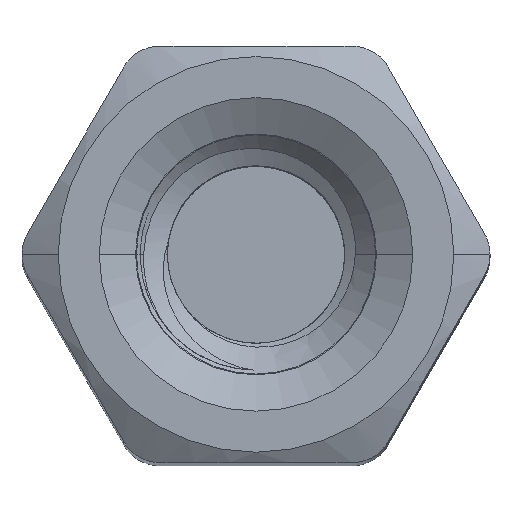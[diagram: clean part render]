
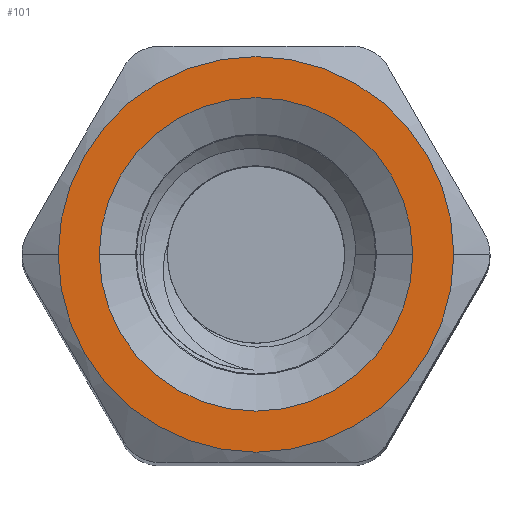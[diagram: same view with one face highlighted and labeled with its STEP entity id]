
A CAD part, top view. The second image highlights one B-rep face of the part: STEP entity #101.
In plain terms, the highlighted planar face has unit normal (0, 0, 1).
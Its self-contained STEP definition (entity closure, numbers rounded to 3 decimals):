
#101 = ADVANCED_FACE ( 'NONE', ( #6159, #4185 ), #492, .F. ) ;
#448 = VERTEX_POINT ( 'NONE', #1453 ) ;
#492 = PLANE ( 'NONE',  #2578 ) ;
#565 = ORIENTED_EDGE ( 'NONE', *, *, #6320, .F. ) ;
#1002 = CARTESIAN_POINT ( 'NONE',  ( 0., 0., 10. ) ) ;
#1048 = CARTESIAN_POINT ( 'NONE',  ( 0., 0., 10. ) ) ;
#1149 = DIRECTION ( 'NONE',  ( 0., 0., 1. ) ) ;
#1221 = ORIENTED_EDGE ( 'NONE', *, *, #3193, .T. ) ;
#1453 = CARTESIAN_POINT ( 'NONE',  ( -1.694, 0., 10. ) ) ;
#1509 = EDGE_CURVE ( 'NONE', #2909, #3549, #1909, .T. ) ;
#1790 = CIRCLE ( 'NONE', #3484, 2.137 ) ;
#1837 = DIRECTION ( 'NONE',  ( 1., 0., 0. ) ) ;
#1897 = CARTESIAN_POINT ( 'NONE',  ( -2.137, 0., 10. ) ) ;
#1909 = CIRCLE ( 'NONE', #5586, 2.137 ) ;
#2100 = CARTESIAN_POINT ( 'NONE',  ( 1.694, 0., 10. ) ) ;
#2432 = AXIS2_PLACEMENT_3D ( 'NONE', #5320, #5343, #4848 ) ;
#2514 = DIRECTION ( 'NONE',  ( 0., 0., -1. ) ) ;
#2537 = DIRECTION ( 'NONE',  ( 0., 0., 1. ) ) ;
#2578 = AXIS2_PLACEMENT_3D ( 'NONE', #1002, #2514, #3032 ) ;
#2669 = CIRCLE ( 'NONE', #5830, 1.694 ) ;
#2909 = VERTEX_POINT ( 'NONE', #4621 ) ;
#3032 = DIRECTION ( 'NONE',  ( 0., 1., 0. ) ) ;
#3193 = EDGE_CURVE ( 'NONE', #3549, #2909, #1790, .T. ) ;
#3280 = VERTEX_POINT ( 'NONE', #2100 ) ;
#3484 = AXIS2_PLACEMENT_3D ( 'NONE', #4175, #1149, #5720 ) ;
#3549 = VERTEX_POINT ( 'NONE', #1897 ) ;
#3675 = EDGE_LOOP ( 'NONE', ( #3988, #1221 ) ) ;
#3988 = ORIENTED_EDGE ( 'NONE', *, *, #1509, .T. ) ;
#4175 = CARTESIAN_POINT ( 'NONE',  ( 0., 0., 10. ) ) ;
#4185 = FACE_OUTER_BOUND ( 'NONE', #3675, .T. ) ;
#4584 = DIRECTION ( 'NONE',  ( 1., 0., 0. ) ) ;
#4621 = CARTESIAN_POINT ( 'NONE',  ( 2.137, 0., 10. ) ) ;
#4707 = EDGE_LOOP ( 'NONE', ( #6539, #565 ) ) ;
#4848 = DIRECTION ( 'NONE',  ( 1., 0., 0. ) ) ;
#5320 = CARTESIAN_POINT ( 'NONE',  ( 0., 0., 10. ) ) ;
#5343 = DIRECTION ( 'NONE',  ( 0., 0., 1. ) ) ;
#5586 = AXIS2_PLACEMENT_3D ( 'NONE', #1048, #2537, #4584 ) ;
#5720 = DIRECTION ( 'NONE',  ( 1., 0., 0. ) ) ;
#5830 = AXIS2_PLACEMENT_3D ( 'NONE', #6440, #5896, #1837 ) ;
#5896 = DIRECTION ( 'NONE',  ( 0., 0., 1. ) ) ;
#6122 = EDGE_CURVE ( 'NONE', #3280, #448, #6147, .T. ) ;
#6147 = CIRCLE ( 'NONE', #2432, 1.694 ) ;
#6159 = FACE_BOUND ( 'NONE', #4707, .T. ) ;
#6320 = EDGE_CURVE ( 'NONE', #448, #3280, #2669, .T. ) ;
#6440 = CARTESIAN_POINT ( 'NONE',  ( 0., 0., 10. ) ) ;
#6539 = ORIENTED_EDGE ( 'NONE', *, *, #6122, .F. ) ;
